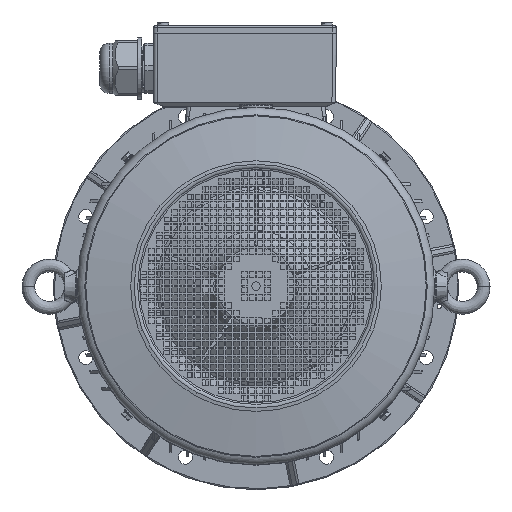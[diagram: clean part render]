
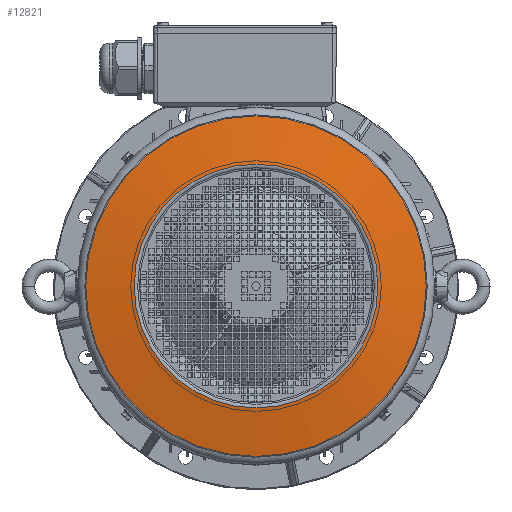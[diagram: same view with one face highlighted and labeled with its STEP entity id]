
A CAD part, top view. The second image highlights one B-rep face of the part: STEP entity #12821.
In plain terms, the highlighted conical face has half-angle 80 degrees and reference radius 165.867 mm.
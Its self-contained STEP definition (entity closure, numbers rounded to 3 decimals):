
#2758=CONICAL_SURFACE('',#114350,165.867,80.);
#5924=FACE_BOUND('',#26605,.T.);
#5925=FACE_BOUND('',#26606,.T.);
#12821=ADVANCED_FACE('',(#5924,#5925),#2758,.T.);
#26605=EDGE_LOOP('',(#70498));
#26606=EDGE_LOOP('',(#70499));
#70498=ORIENTED_EDGE('',*,*,#103554,.F.);
#70499=ORIENTED_EDGE('',*,*,#103555,.T.);
#90790=VERTEX_POINT('',#197951);
#90791=VERTEX_POINT('',#197953);
#103554=EDGE_CURVE('',#90790,#90790,#108798,.T.);
#103555=EDGE_CURVE('',#90791,#90791,#108799,.T.);
#108798=CIRCLE('',#114348,230.931);
#108799=CIRCLE('',#114349,165.297);
#114348=AXIS2_PLACEMENT_3D('',#197950,#135901,#135902);
#114349=AXIS2_PLACEMENT_3D('',#197952,#135903,#135904);
#114350=AXIS2_PLACEMENT_3D('',#197954,#135905,#135906);
#135901=DIRECTION('',(0.,0.,-1.));
#135902=DIRECTION('',(-1.,0.,0.));
#135903=DIRECTION('',(0.,0.,-1.));
#135904=DIRECTION('',(-1.,0.,0.));
#135905=DIRECTION('',(0.,0.,-1.));
#135906=DIRECTION('',(1.,-0.002,0.));
#197950=CARTESIAN_POINT('',(-129.172,-38.734,422.936));
#197951=CARTESIAN_POINT('',(-360.103,-38.734,422.936));
#197952=CARTESIAN_POINT('',(-129.172,-38.734,434.509));
#197953=CARTESIAN_POINT('',(-294.469,-38.734,434.509));
#197954=CARTESIAN_POINT('',(-129.172,-38.734,434.409));
